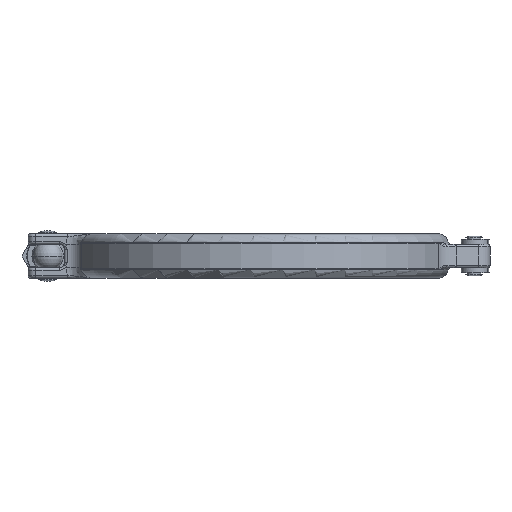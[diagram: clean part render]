
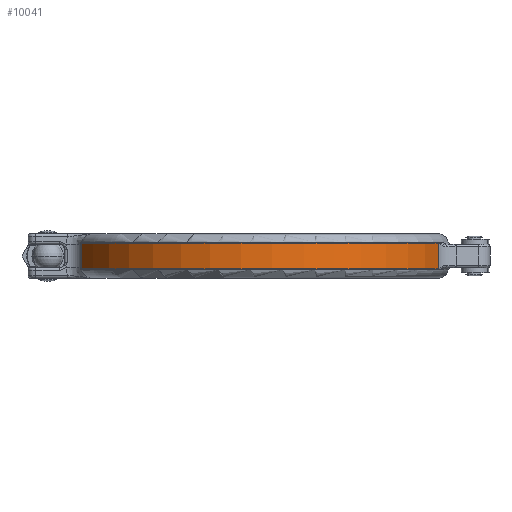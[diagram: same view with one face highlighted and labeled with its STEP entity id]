
A CAD part, front view. The second image highlights one B-rep face of the part: STEP entity #10041.
In plain terms, the highlighted cylindrical face has radius 71.85 mm (diameter 143.7 mm), a partial arc.
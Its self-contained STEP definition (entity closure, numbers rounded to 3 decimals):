
#1012 = ORIENTED_EDGE ( 'NONE', *, *, #7386, .T. ) ;
#1124 = DIRECTION ( 'NONE',  ( 0., 0., -1. ) ) ;
#1168 = CARTESIAN_POINT ( 'NONE',  ( 67.904, -23.484, 8.5 ) ) ;
#1460 = EDGE_CURVE ( 'NONE', #9719, #7073, #6838, .T. ) ;
#1484 = ORIENTED_EDGE ( 'NONE', *, *, #10120, .T. ) ;
#1541 = ORIENTED_EDGE ( 'NONE', *, *, #1460, .T. ) ;
#2208 = DIRECTION ( 'NONE',  ( -1., 0., 0. ) ) ;
#2477 = DIRECTION ( 'NONE',  ( 0., 0., -1. ) ) ;
#2718 = CARTESIAN_POINT ( 'NONE',  ( 67.904, -23.484, -4.872 ) ) ;
#3313 = AXIS2_PLACEMENT_3D ( 'NONE', #5392, #3335, #11324 ) ;
#3335 = DIRECTION ( 'NONE',  ( 0., 0., 1. ) ) ;
#3494 = VECTOR ( 'NONE', #5790, 1000. ) ;
#4102 = VERTEX_POINT ( 'NONE', #4587 ) ;
#4159 = AXIS2_PLACEMENT_3D ( 'NONE', #7337, #2477, #2208 ) ;
#4390 = EDGE_LOOP ( 'NONE', ( #11029, #1541, #1012, #1484 ) ) ;
#4481 = AXIS2_PLACEMENT_3D ( 'NONE', #12369, #1124, #9352 ) ;
#4587 = CARTESIAN_POINT ( 'NONE',  ( -68.921, -20.304, -4.872 ) ) ;
#5201 = CARTESIAN_POINT ( 'NONE',  ( -68.921, -20.304, 4.872 ) ) ;
#5317 = FACE_OUTER_BOUND ( 'NONE', #4390, .T. ) ;
#5392 = CARTESIAN_POINT ( 'NONE',  ( 0., 0., -4.872 ) ) ;
#5790 = DIRECTION ( 'NONE',  ( 0., 0., -1. ) ) ;
#6262 = CYLINDRICAL_SURFACE ( 'NONE', #4159, 71.85 ) ;
#6838 = CIRCLE ( 'NONE', #4481, 71.85 ) ;
#7073 = VERTEX_POINT ( 'NONE', #5201 ) ;
#7337 = CARTESIAN_POINT ( 'NONE',  ( 0., 0., 8.5 ) ) ;
#7386 = EDGE_CURVE ( 'NONE', #7073, #4102, #10865, .T. ) ;
#7515 = CARTESIAN_POINT ( 'NONE',  ( 67.904, -23.484, 4.872 ) ) ;
#7800 = CARTESIAN_POINT ( 'NONE',  ( -68.921, -20.304, 8.5 ) ) ;
#8065 = LINE ( 'NONE', #1168, #11354 ) ;
#8368 = EDGE_CURVE ( 'NONE', #11295, #9719, #8065, .T. ) ;
#9263 = DIRECTION ( 'NONE',  ( 0., 0., 1. ) ) ;
#9352 = DIRECTION ( 'NONE',  ( 1., 0., 0. ) ) ;
#9719 = VERTEX_POINT ( 'NONE', #7515 ) ;
#10041 = ADVANCED_FACE ( 'NONE', ( #5317 ), #6262, .T. ) ;
#10120 = EDGE_CURVE ( 'NONE', #4102, #11295, #12898, .T. ) ;
#10865 = LINE ( 'NONE', #7800, #3494 ) ;
#11029 = ORIENTED_EDGE ( 'NONE', *, *, #8368, .T. ) ;
#11295 = VERTEX_POINT ( 'NONE', #2718 ) ;
#11324 = DIRECTION ( 'NONE',  ( -1., 0., 0. ) ) ;
#11354 = VECTOR ( 'NONE', #9263, 1000. ) ;
#12369 = CARTESIAN_POINT ( 'NONE',  ( 0., 0., 4.872 ) ) ;
#12898 = CIRCLE ( 'NONE', #3313, 71.85 ) ;
